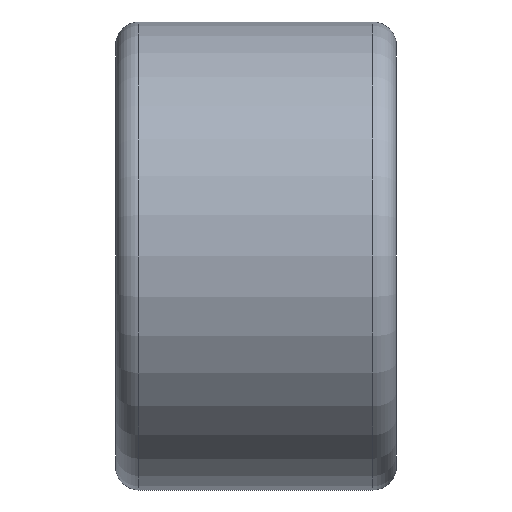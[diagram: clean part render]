
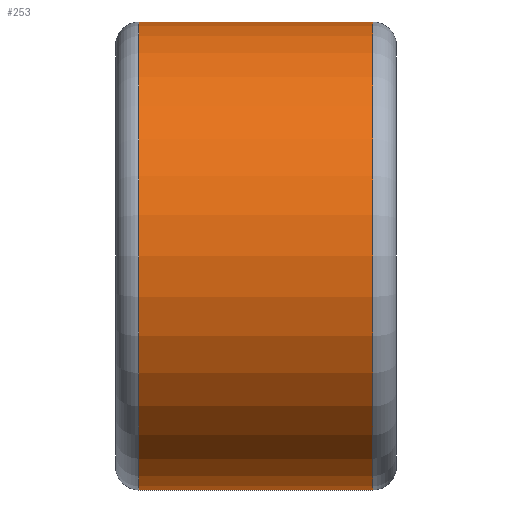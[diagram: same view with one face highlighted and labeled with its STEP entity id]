
A CAD part, left-side view. The second image highlights one B-rep face of the part: STEP entity #253.
In plain terms, the highlighted cylindrical face has radius 5 mm (diameter 10 mm), a partial arc.
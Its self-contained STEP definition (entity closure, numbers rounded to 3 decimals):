
#10 = CIRCLE ( 'NONE', #100, 5. ) ;
#29 = CIRCLE ( 'NONE', #390, 5. ) ;
#30 = EDGE_CURVE ( 'NONE', #264, #254, #10, .T. ) ;
#36 = ORIENTED_EDGE ( 'NONE', *, *, #380, .F. ) ;
#42 = LINE ( 'NONE', #359, #192 ) ;
#64 = CARTESIAN_POINT ( 'NONE',  ( 0., 0.5, -5. ) ) ;
#70 = FACE_OUTER_BOUND ( 'NONE', #319, .T. ) ;
#75 = ORIENTED_EDGE ( 'NONE', *, *, #193, .T. ) ;
#81 = DIRECTION ( 'NONE',  ( 0., -1., 0. ) ) ;
#84 = VERTEX_POINT ( 'NONE', #64 ) ;
#100 = AXIS2_PLACEMENT_3D ( 'NONE', #179, #81, #206 ) ;
#133 = DIRECTION ( 'NONE',  ( 0., -1., 0. ) ) ;
#160 = CARTESIAN_POINT ( 'NONE',  ( 0., 5.5, 5. ) ) ;
#161 = AXIS2_PLACEMENT_3D ( 'NONE', #386, #133, #189 ) ;
#176 = CARTESIAN_POINT ( 'NONE',  ( 0., 0.5, 0. ) ) ;
#179 = CARTESIAN_POINT ( 'NONE',  ( 0., 5.5, 0. ) ) ;
#185 = DIRECTION ( 'NONE',  ( 0., -1., 0. ) ) ;
#189 = DIRECTION ( 'NONE',  ( 0., 0., -1. ) ) ;
#190 = CARTESIAN_POINT ( 'NONE',  ( 0., 5.5, -5. ) ) ;
#192 = VECTOR ( 'NONE', #389, 1000. ) ;
#193 = EDGE_CURVE ( 'NONE', #254, #84, #223, .T. ) ;
#206 = DIRECTION ( 'NONE',  ( 0., 0., 1. ) ) ;
#223 = LINE ( 'NONE', #338, #402 ) ;
#253 = ADVANCED_FACE ( 'NONE', ( #70 ), #388, .T. ) ;
#254 = VERTEX_POINT ( 'NONE', #190 ) ;
#264 = VERTEX_POINT ( 'NONE', #160 ) ;
#292 = ORIENTED_EDGE ( 'NONE', *, *, #364, .T. ) ;
#299 = CARTESIAN_POINT ( 'NONE',  ( 0., 0.5, 5. ) ) ;
#302 = DIRECTION ( 'NONE',  ( 0., 1., 0. ) ) ;
#319 = EDGE_LOOP ( 'NONE', ( #36, #377, #75, #292 ) ) ;
#324 = DIRECTION ( 'NONE',  ( 0., 0., 1. ) ) ;
#338 = CARTESIAN_POINT ( 'NONE',  ( 0., 6., -5. ) ) ;
#359 = CARTESIAN_POINT ( 'NONE',  ( 0., 6., 5. ) ) ;
#364 = EDGE_CURVE ( 'NONE', #84, #397, #29, .T. ) ;
#377 = ORIENTED_EDGE ( 'NONE', *, *, #30, .T. ) ;
#380 = EDGE_CURVE ( 'NONE', #264, #397, #42, .T. ) ;
#386 = CARTESIAN_POINT ( 'NONE',  ( 0., 6., 0. ) ) ;
#388 = CYLINDRICAL_SURFACE ( 'NONE', #161, 5. ) ;
#389 = DIRECTION ( 'NONE',  ( 0., -1., 0. ) ) ;
#390 = AXIS2_PLACEMENT_3D ( 'NONE', #176, #302, #324 ) ;
#397 = VERTEX_POINT ( 'NONE', #299 ) ;
#402 = VECTOR ( 'NONE', #185, 1000. ) ;
